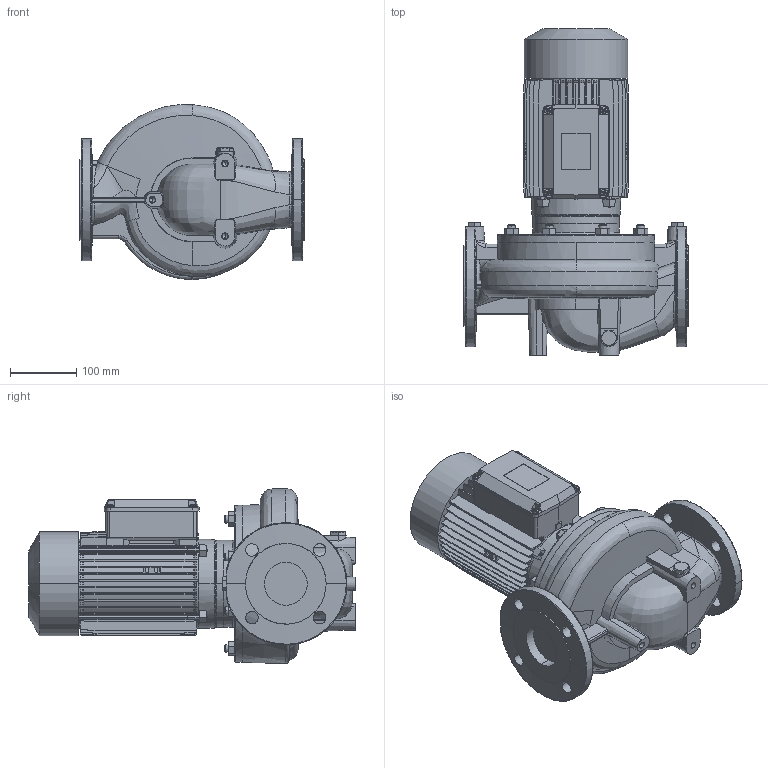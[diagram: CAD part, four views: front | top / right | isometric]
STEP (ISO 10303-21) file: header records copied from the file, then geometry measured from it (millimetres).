
FILE_DESCRIPTION (( 'STEP AP214' ), '1' );
FILE_NAME ('4.93.504.11swp01.step', '2022-07-08T07:19:12', ( '' ), ( '' ), 'SwSTEP 2.0', 'SolidWorks 2020', '' );
FILE_SCHEMA (( 'AUTOMOTIVE_DESIGN' ));
Length unit declared in the file: millimetre
Products named in the file (1): 4.93.504.11swp01
Bounding box: 340 x 494.11 x 265.11 mm (x, y, z)
Volume: 12706519.2 mm3; surface area: 844815.4 mm2
Topology: 1 solids, 1 shells, 1422 faces, 3892 edges, 2544 vertices
Faces by surface type: plane 755, bspline 246, cone 214, cylinder 199, sphere 8
Entity records: 107415 total; most frequent: CARTESIAN_POINT 74221, ORIENTED_EDGE 7768, DIRECTION 5543, EDGE_CURVE 3884, VERTEX_POINT 2544, LINE 2003, VECTOR 2003, AXIS2_PLACEMENT_3D 1770
